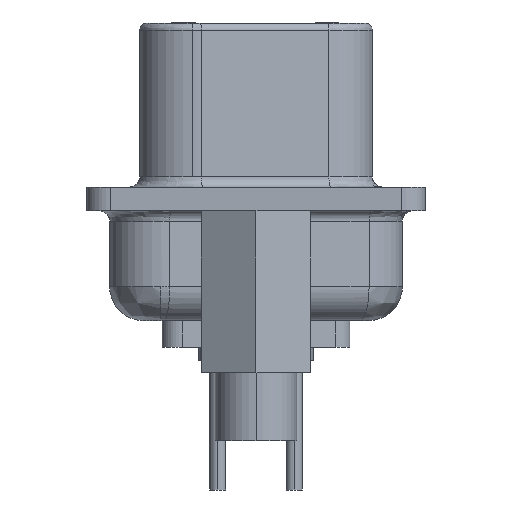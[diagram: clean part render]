
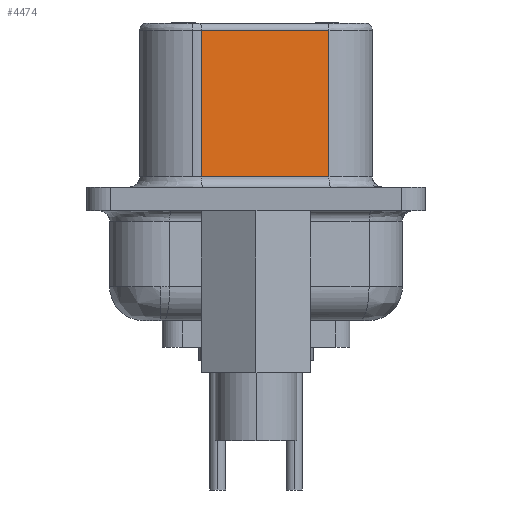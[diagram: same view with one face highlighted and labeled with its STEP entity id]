
A CAD part, left-side view. The second image highlights one B-rep face of the part: STEP entity #4474.
In plain terms, the highlighted planar face has unit normal (-0.985, -0.174, 0).
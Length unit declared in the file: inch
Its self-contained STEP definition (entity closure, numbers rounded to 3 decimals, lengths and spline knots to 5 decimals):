
#84 = CARTESIAN_POINT ( 'NONE',  ( 0.30373, 0.14112, 0.24 ) ) ;
#742 = FACE_OUTER_BOUND ( 'NONE', #3284, .T. ) ;
#762 = DIRECTION ( 'NONE',  ( 0.174, -0.985, 0. ) ) ;
#853 = PLANE ( 'NONE',  #5330 ) ;
#1301 = VECTOR ( 'NONE', #762, 39.37008 ) ;
#1412 = DIRECTION ( 'NONE',  ( 0., 0., -1. ) ) ;
#1483 = VERTEX_POINT ( 'NONE', #8590 ) ;
#2171 = ORIENTED_EDGE ( 'NONE', *, *, #7353, .F. ) ;
#2185 = ORIENTED_EDGE ( 'NONE', *, *, #10377, .F. ) ;
#2616 = CARTESIAN_POINT ( 'NONE',  ( 0.27073, 0.32812, 0.23 ) ) ;
#3284 = EDGE_LOOP ( 'NONE', ( #8471, #2171, #2185, #10371 ) ) ;
#3432 = CARTESIAN_POINT ( 'NONE',  ( 0.30373, 0.14112, 0.23 ) ) ;
#3969 = LINE ( 'NONE', #8030, #10188 ) ;
#4474 = ADVANCED_FACE ( 'NONE', ( #742 ), #853, .F. ) ;
#4535 = LINE ( 'NONE', #6142, #5980 ) ;
#4704 = VECTOR ( 'NONE', #5194, 39.37008 ) ;
#5179 = CARTESIAN_POINT ( 'NONE',  ( 0.30373, 0.14112, 0.23 ) ) ;
#5194 = DIRECTION ( 'NONE',  ( 0.174, -0.985, 0. ) ) ;
#5330 = AXIS2_PLACEMENT_3D ( 'NONE', #84, #6550, #9843 ) ;
#5497 = EDGE_CURVE ( 'NONE', #10630, #9657, #4535, .T. ) ;
#5895 = LINE ( 'NONE', #3432, #4704 ) ;
#5980 = VECTOR ( 'NONE', #6029, 39.37008 ) ;
#6029 = DIRECTION ( 'NONE',  ( 0., 0., 1. ) ) ;
#6107 = VERTEX_POINT ( 'NONE', #5179 ) ;
#6142 = CARTESIAN_POINT ( 'NONE',  ( 0.27073, 0.32812, 0.24 ) ) ;
#6550 = DIRECTION ( 'NONE',  ( 0.985, 0.174, 0. ) ) ;
#6620 = CARTESIAN_POINT ( 'NONE',  ( 0.30373, 0.14112, 0.015 ) ) ;
#7353 = EDGE_CURVE ( 'NONE', #6107, #1483, #3969, .T. ) ;
#8030 = CARTESIAN_POINT ( 'NONE',  ( 0.30373, 0.14112, 0.24 ) ) ;
#8185 = LINE ( 'NONE', #6620, #1301 ) ;
#8226 = CARTESIAN_POINT ( 'NONE',  ( 0.27073, 0.32812, 0.015 ) ) ;
#8284 = EDGE_CURVE ( 'NONE', #10630, #1483, #8185, .T. ) ;
#8471 = ORIENTED_EDGE ( 'NONE', *, *, #8284, .T. ) ;
#8590 = CARTESIAN_POINT ( 'NONE',  ( 0.30373, 0.14112, 0.015 ) ) ;
#9657 = VERTEX_POINT ( 'NONE', #2616 ) ;
#9843 = DIRECTION ( 'NONE',  ( -0.174, 0.985, 0. ) ) ;
#10188 = VECTOR ( 'NONE', #1412, 39.37008 ) ;
#10371 = ORIENTED_EDGE ( 'NONE', *, *, #5497, .F. ) ;
#10377 = EDGE_CURVE ( 'NONE', #9657, #6107, #5895, .T. ) ;
#10630 = VERTEX_POINT ( 'NONE', #8226 ) ;
